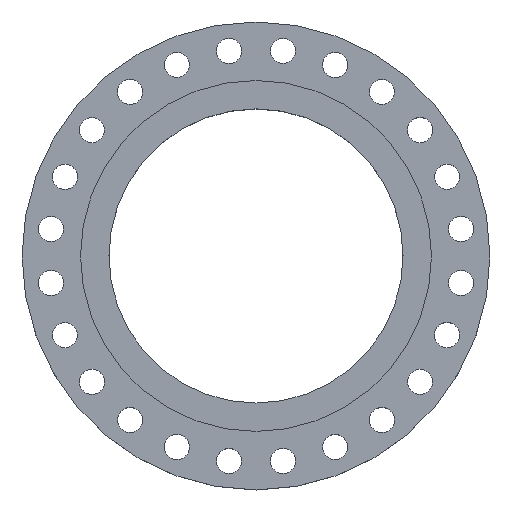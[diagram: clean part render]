
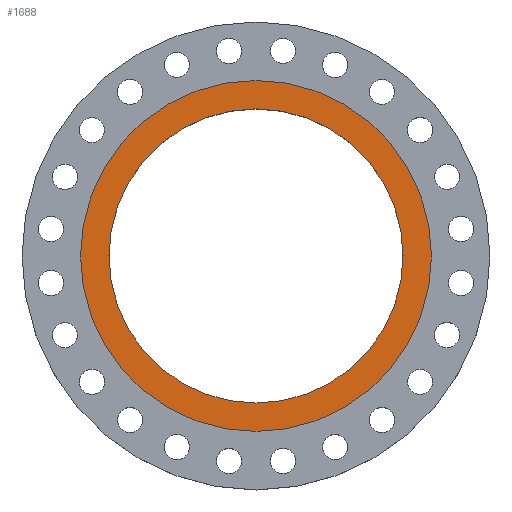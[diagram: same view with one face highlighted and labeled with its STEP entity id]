
A CAD part, top view. The second image highlights one B-rep face of the part: STEP entity #1688.
In plain terms, the highlighted planar face has unit normal (0, 0, 1).
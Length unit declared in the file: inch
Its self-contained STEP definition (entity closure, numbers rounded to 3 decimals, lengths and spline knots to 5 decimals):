
#24 = ORIENTED_EDGE ( 'NONE', *, *, #1437, .T. ) ;
#50 = AXIS2_PLACEMENT_3D ( 'NONE', #1039, #1178, #852 ) ;
#86 = CARTESIAN_POINT ( 'NONE',  ( 8.8, 0., 0.25 ) ) ;
#135 = CARTESIAN_POINT ( 'NONE',  ( 0., 0., 0.25 ) ) ;
#160 = DIRECTION ( 'NONE',  ( 0., 0., 1. ) ) ;
#519 = DIRECTION ( 'NONE',  ( 0., 0., 1. ) ) ;
#614 = AXIS2_PLACEMENT_3D ( 'NONE', #2093, #519, #1806 ) ;
#680 = VERTEX_POINT ( 'NONE', #86 ) ;
#753 = CARTESIAN_POINT ( 'NONE',  ( -10.5, 0., 0.25 ) ) ;
#773 = VERTEX_POINT ( 'NONE', #1913 ) ;
#839 = DIRECTION ( 'NONE',  ( 1., 0., 0. ) ) ;
#852 = DIRECTION ( 'NONE',  ( 1., 0., 0. ) ) ;
#885 = EDGE_CURVE ( 'NONE', #773, #1968, #1191, .T. ) ;
#891 = EDGE_LOOP ( 'NONE', ( #24, #1320 ) ) ;
#1039 = CARTESIAN_POINT ( 'NONE',  ( 0., 0., 0.25 ) ) ;
#1084 = CIRCLE ( 'NONE', #614, 10.5 ) ;
#1165 = EDGE_CURVE ( 'NONE', #1182, #680, #1334, .T. ) ;
#1171 = FACE_BOUND ( 'NONE', #1589, .T. ) ;
#1178 = DIRECTION ( 'NONE',  ( 0., 0., 1. ) ) ;
#1182 = VERTEX_POINT ( 'NONE', #2257 ) ;
#1191 = CIRCLE ( 'NONE', #1861, 10.5 ) ;
#1202 = DIRECTION ( 'NONE',  ( 1., 0., 0. ) ) ;
#1203 = EDGE_CURVE ( 'NONE', #680, #1182, #1754, .T. ) ;
#1234 = ORIENTED_EDGE ( 'NONE', *, *, #1203, .F. ) ;
#1303 = CARTESIAN_POINT ( 'NONE',  ( 0., 0., 0.25 ) ) ;
#1320 = ORIENTED_EDGE ( 'NONE', *, *, #885, .T. ) ;
#1334 = CIRCLE ( 'NONE', #50, 8.8 ) ;
#1362 = CARTESIAN_POINT ( 'NONE',  ( 0., 0., 0.25 ) ) ;
#1437 = EDGE_CURVE ( 'NONE', #1968, #773, #1084, .T. ) ;
#1496 = DIRECTION ( 'NONE',  ( 1., 0., 0. ) ) ;
#1589 = EDGE_LOOP ( 'NONE', ( #1882, #1234 ) ) ;
#1649 = DIRECTION ( 'NONE',  ( 0., 0., 1. ) ) ;
#1686 = PLANE ( 'NONE',  #2276 ) ;
#1688 = ADVANCED_FACE ( 'NONE', ( #1171, #1846 ), #1686, .T. ) ;
#1754 = CIRCLE ( 'NONE', #2197, 8.8 ) ;
#1806 = DIRECTION ( 'NONE',  ( 1., 0., 0. ) ) ;
#1846 = FACE_OUTER_BOUND ( 'NONE', #891, .T. ) ;
#1861 = AXIS2_PLACEMENT_3D ( 'NONE', #135, #1920, #839 ) ;
#1882 = ORIENTED_EDGE ( 'NONE', *, *, #1165, .F. ) ;
#1913 = CARTESIAN_POINT ( 'NONE',  ( 10.5, 0., 0.25 ) ) ;
#1920 = DIRECTION ( 'NONE',  ( 0., 0., 1. ) ) ;
#1968 = VERTEX_POINT ( 'NONE', #753 ) ;
#2093 = CARTESIAN_POINT ( 'NONE',  ( 0., 0., 0.25 ) ) ;
#2197 = AXIS2_PLACEMENT_3D ( 'NONE', #1362, #160, #1202 ) ;
#2257 = CARTESIAN_POINT ( 'NONE',  ( -8.8, 0., 0.25 ) ) ;
#2276 = AXIS2_PLACEMENT_3D ( 'NONE', #1303, #1649, #1496 ) ;
